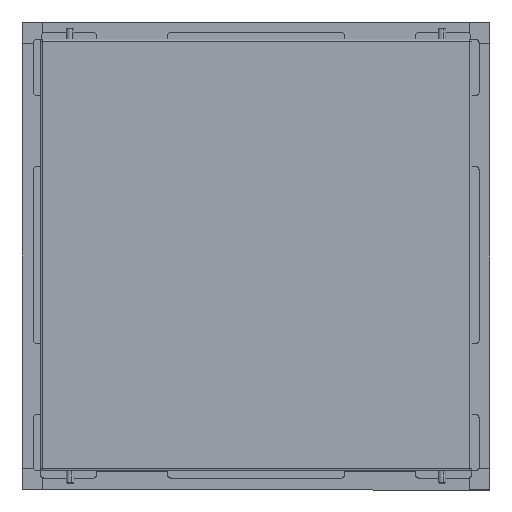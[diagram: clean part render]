
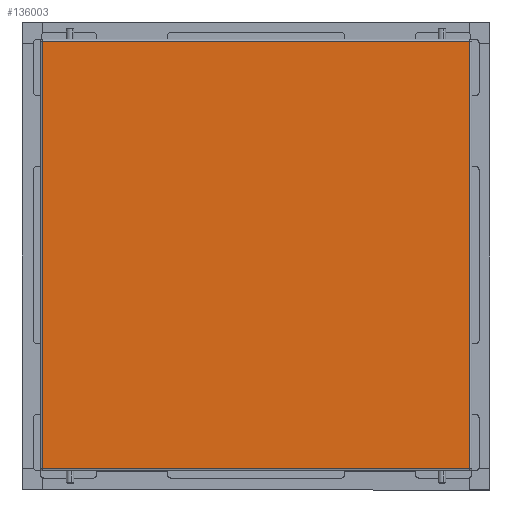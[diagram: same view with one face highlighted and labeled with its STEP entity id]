
A CAD part, front view. The second image highlights one B-rep face of the part: STEP entity #136003.
In plain terms, the highlighted planar face has unit normal (0, -1, 0).
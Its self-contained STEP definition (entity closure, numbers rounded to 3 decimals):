
#7549 = LINE ( 'NONE', #63824, #114735 ) ;
#9818 = CARTESIAN_POINT ( 'NONE',  ( 2.947, 12.148, 521.665 ) ) ;
#13131 = EDGE_LOOP ( 'NONE', ( #174327, #76021, #127297, #66282 ) ) ;
#16602 = DIRECTION ( 'NONE',  ( 0., 0., 1. ) ) ;
#29872 = VECTOR ( 'NONE', #112832, 1000. ) ;
#33773 = VERTEX_POINT ( 'NONE', #48245 ) ;
#37015 = CARTESIAN_POINT ( 'NONE',  ( 518.147, 12.148, 521.665 ) ) ;
#37477 = DIRECTION ( 'NONE',  ( 0., 0., -1. ) ) ;
#38793 = DIRECTION ( 'NONE',  ( 0., 0., 1. ) ) ;
#43889 = CARTESIAN_POINT ( 'NONE',  ( 2.947, 12.148, 4.065 ) ) ;
#44273 = CARTESIAN_POINT ( 'NONE',  ( 0.547, 12.148, 521.665 ) ) ;
#48158 = VECTOR ( 'NONE', #37477, 1000. ) ;
#48245 = CARTESIAN_POINT ( 'NONE',  ( 518.147, 12.148, 4.065 ) ) ;
#63824 = CARTESIAN_POINT ( 'NONE',  ( 0.547, 12.148, 4.065 ) ) ;
#66153 = VECTOR ( 'NONE', #38793, 1000. ) ;
#66282 = ORIENTED_EDGE ( 'NONE', *, *, #101364, .T. ) ;
#76021 = ORIENTED_EDGE ( 'NONE', *, *, #114653, .T. ) ;
#101364 = EDGE_CURVE ( 'NONE', #148622, #33773, #7549, .T. ) ;
#110574 = CARTESIAN_POINT ( 'NONE',  ( 2.947, 12.148, 519.265 ) ) ;
#112832 = DIRECTION ( 'NONE',  ( -1., 0., 0. ) ) ;
#114653 = EDGE_CURVE ( 'NONE', #161328, #146440, #153383, .T. ) ;
#114735 = VECTOR ( 'NONE', #176282, 1000. ) ;
#127297 = ORIENTED_EDGE ( 'NONE', *, *, #130682, .T. ) ;
#130682 = EDGE_CURVE ( 'NONE', #146440, #148622, #147309, .T. ) ;
#136003 = ADVANCED_FACE ( 'NONE', ( #172442 ), #170620, .F. ) ;
#144342 = CARTESIAN_POINT ( 'NONE',  ( 518.147, 12.148, 519.265 ) ) ;
#144819 = DIRECTION ( 'NONE',  ( 0., 1., 0. ) ) ;
#146440 = VERTEX_POINT ( 'NONE', #110574 ) ;
#147309 = LINE ( 'NONE', #9818, #48158 ) ;
#148622 = VERTEX_POINT ( 'NONE', #43889 ) ;
#148632 = LINE ( 'NONE', #37015, #66153 ) ;
#150127 = AXIS2_PLACEMENT_3D ( 'NONE', #44273, #144819, #16602 ) ;
#153383 = LINE ( 'NONE', #156095, #29872 ) ;
#155206 = EDGE_CURVE ( 'NONE', #33773, #161328, #148632, .T. ) ;
#156095 = CARTESIAN_POINT ( 'NONE',  ( 0.547, 12.148, 519.265 ) ) ;
#161328 = VERTEX_POINT ( 'NONE', #144342 ) ;
#170620 = PLANE ( 'NONE',  #150127 ) ;
#172442 = FACE_OUTER_BOUND ( 'NONE', #13131, .T. ) ;
#174327 = ORIENTED_EDGE ( 'NONE', *, *, #155206, .T. ) ;
#176282 = DIRECTION ( 'NONE',  ( 1., 0., 0. ) ) ;
